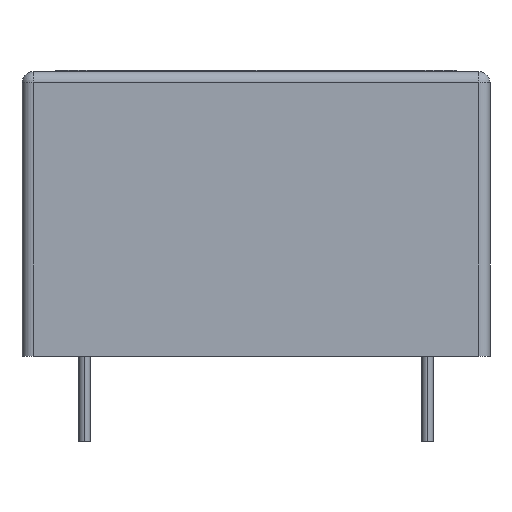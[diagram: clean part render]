
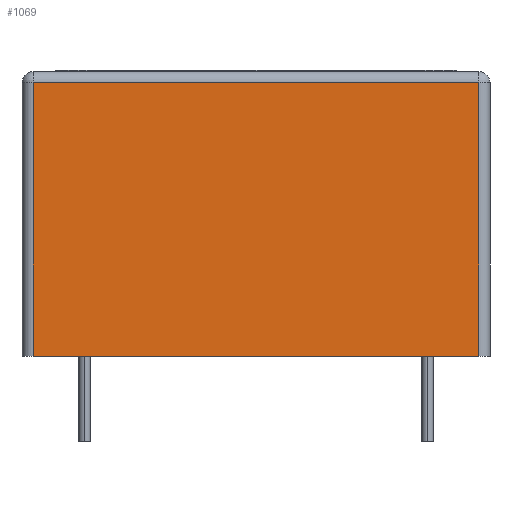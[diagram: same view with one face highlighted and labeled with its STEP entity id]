
A CAD part, left-side view. The second image highlights one B-rep face of the part: STEP entity #1069.
In plain terms, the highlighted planar face has unit normal (-1, 0, 0).
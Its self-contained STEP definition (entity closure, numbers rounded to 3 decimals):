
#873=CARTESIAN_POINT('',(-16.25,-9.9,12.15));
#874=VERTEX_POINT('',#873);
#890=CARTESIAN_POINT('',(-16.25,9.9,12.15));
#891=VERTEX_POINT('',#890);
#899=CARTESIAN_POINT('',(-16.25,9.9,12.15));
#900=DIRECTION('',(0.0,-1.0,0.0));
#901=VECTOR('',#900,19.8);
#902=LINE('',#899,#901);
#903=EDGE_CURVE('',#891,#874,#902,.T.);
#1020=CARTESIAN_POINT('',(-16.25,-9.9,0.0));
#1021=VERTEX_POINT('',#1020);
#1022=CARTESIAN_POINT('',(-16.25,-9.9,0.0));
#1023=DIRECTION('',(0.0,0.0,1.0));
#1024=VECTOR('',#1023,12.15);
#1025=LINE('',#1022,#1024);
#1026=EDGE_CURVE('',#1021,#874,#1025,.T.);
#1046=CARTESIAN_POINT('',(-16.25,-9.9,0.0));
#1047=DIRECTION('',(-1.0,0.0,0.0));
#1048=DIRECTION('',(0.0,0.0,1.0));
#1049=AXIS2_PLACEMENT_3D('',#1046,#1047,#1048);
#1050=PLANE('',#1049);
#1051=ORIENTED_EDGE('',*,*,#903,.F.);
#1052=CARTESIAN_POINT('',(-16.25,9.9,0.0));
#1053=VERTEX_POINT('',#1052);
#1054=CARTESIAN_POINT('',(-16.25,9.9,0.0));
#1055=DIRECTION('',(0.0,0.0,1.0));
#1056=VECTOR('',#1055,12.15);
#1057=LINE('',#1054,#1056);
#1058=EDGE_CURVE('',#1053,#891,#1057,.T.);
#1059=ORIENTED_EDGE('',*,*,#1058,.F.);
#1060=CARTESIAN_POINT('',(-16.25,-9.9,0.0));
#1061=DIRECTION('',(0.0,1.0,0.0));
#1062=VECTOR('',#1061,19.8);
#1063=LINE('',#1060,#1062);
#1064=EDGE_CURVE('',#1021,#1053,#1063,.T.);
#1065=ORIENTED_EDGE('',*,*,#1064,.F.);
#1066=ORIENTED_EDGE('',*,*,#1026,.T.);
#1067=EDGE_LOOP('',(#1051,#1059,#1065,#1066));
#1068=FACE_OUTER_BOUND('',#1067,.T.);
#1069=ADVANCED_FACE('',(#1068),#1050,.T.);
